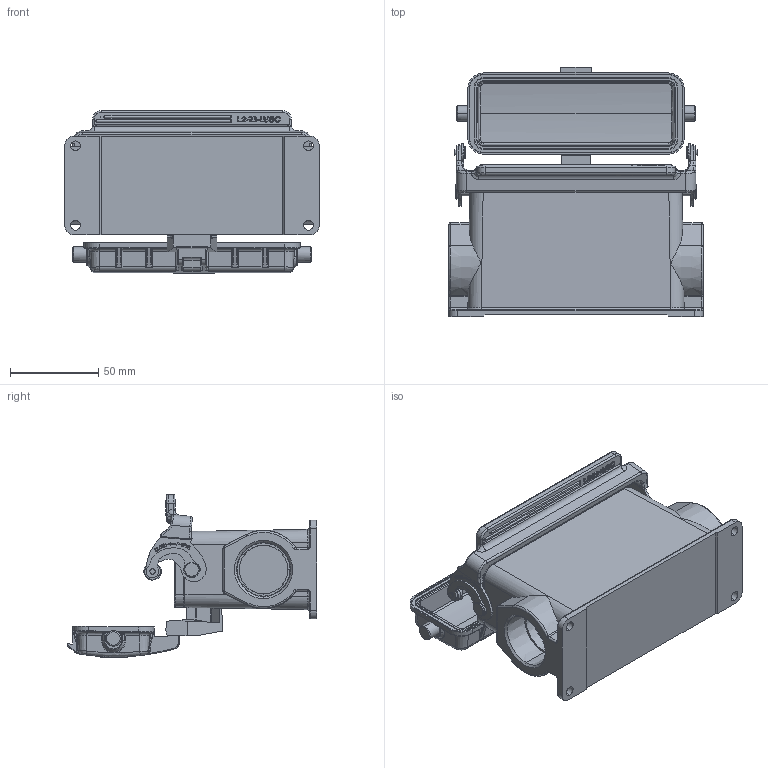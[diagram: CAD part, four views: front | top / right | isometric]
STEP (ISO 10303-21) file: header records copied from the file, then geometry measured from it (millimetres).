
FILE_DESCRIPTION((''),'2;1');
FILE_NAME('PRT0370','2017-08-02T',('dm.li'),(''),'PRO/ENGINEER BY PARAMETRIC TECHNOLOGY CORPORATION, 2012480','PRO/ENGINEER BY PARAMETRIC TECHNOLOGY CORPORATION, 2012480','');
FILE_SCHEMA(('AUTOMOTIVE_DESIGN { 1 0 10303 214 1 1 1 1 }'));
Products named in the file (1): PRT0370
Bounding box: 144 x 141.07 x 92.31 mm (x, y, z)
Volume: 230630.6 mm3; surface area: 108549.3 mm2
Topology: 1 solids, 27 shells, 1980 faces, 5162 edges, 3303 vertices
Faces by surface type: plane 727, cylinder 528, extrusion 258, bspline 227, torus 169, cone 57, sphere 14
Entity records: 77758 total; most frequent: CARTESIAN_POINT 28364, ORIENTED_EDGE 10238, DIRECTION 8214, EDGE_CURVE 5146, VERTEX_POINT 3304, AXIS2_PLACEMENT_3D 2753, VECTOR 2708, LINE 2450
